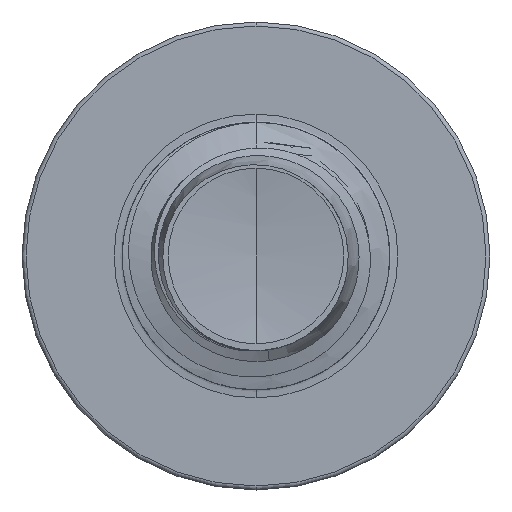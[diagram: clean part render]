
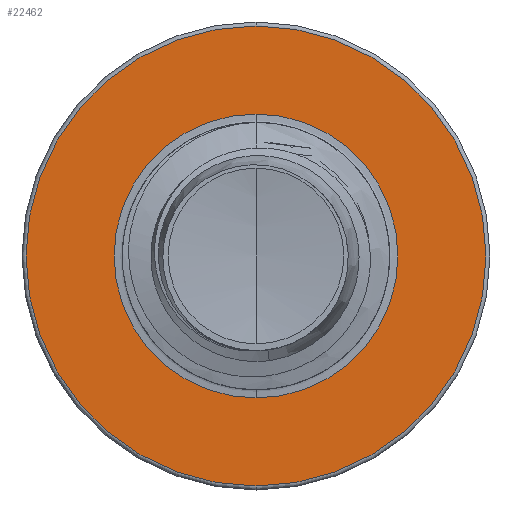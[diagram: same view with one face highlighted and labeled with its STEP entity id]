
A CAD part, front view. The second image highlights one B-rep face of the part: STEP entity #22462.
In plain terms, the highlighted planar face has unit normal (0, -1, 0).
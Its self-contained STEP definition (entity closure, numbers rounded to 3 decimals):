
#5 = CARTESIAN_POINT ( 'NONE',  ( 0., 27.5, 0. ) ) ;
#339 = VERTEX_POINT ( 'NONE', #14374 ) ;
#1076 = FACE_OUTER_BOUND ( 'NONE', #33816, .T. ) ;
#1629 = DIRECTION ( 'NONE',  ( 0., 0., 1. ) ) ;
#2843 = AXIS2_PLACEMENT_3D ( 'NONE', #5, #25415, #1629 ) ;
#3801 = AXIS2_PLACEMENT_3D ( 'NONE', #17682, #38947, #20881 ) ;
#4105 = EDGE_LOOP ( 'NONE', ( #4189, #37040 ) ) ;
#4189 = ORIENTED_EDGE ( 'NONE', *, *, #8807, .T. ) ;
#5134 = VERTEX_POINT ( 'NONE', #27774 ) ;
#6065 = CIRCLE ( 'NONE', #12007, 5.16 ) ;
#6872 = EDGE_CURVE ( 'NONE', #339, #5134, #29246, .T. ) ;
#7380 = DIRECTION ( 'NONE',  ( 0., 0., 1. ) ) ;
#7667 = ORIENTED_EDGE ( 'NONE', *, *, #16875, .F. ) ;
#7686 = DIRECTION ( 'NONE',  ( 0., 0., 1. ) ) ;
#7701 = DIRECTION ( 'NONE',  ( 0., 1., 0. ) ) ;
#7741 = CARTESIAN_POINT ( 'NONE',  ( 0., 27.5, 0. ) ) ;
#8807 = EDGE_CURVE ( 'NONE', #5134, #339, #22966, .T. ) ;
#9082 = CIRCLE ( 'NONE', #3801, 5.16 ) ;
#12007 = AXIS2_PLACEMENT_3D ( 'NONE', #35984, #17689, #38951 ) ;
#12196 = EDGE_CURVE ( 'NONE', #21451, #19586, #9082, .T. ) ;
#14374 = CARTESIAN_POINT ( 'NONE',  ( 0., 27.5, -3.186 ) ) ;
#15075 = CARTESIAN_POINT ( 'NONE',  ( 0., 27.5, -5.16 ) ) ;
#16862 = CARTESIAN_POINT ( 'NONE',  ( 0., 27.5, 5.16 ) ) ;
#16875 = EDGE_CURVE ( 'NONE', #19586, #21451, #6065, .T. ) ;
#17682 = CARTESIAN_POINT ( 'NONE',  ( 0., 27.5, 0. ) ) ;
#17689 = DIRECTION ( 'NONE',  ( 0., 1., 0. ) ) ;
#19465 = AXIS2_PLACEMENT_3D ( 'NONE', #23131, #26307, #7380 ) ;
#19586 = VERTEX_POINT ( 'NONE', #16862 ) ;
#20881 = DIRECTION ( 'NONE',  ( 0., 0., 1. ) ) ;
#21451 = VERTEX_POINT ( 'NONE', #15075 ) ;
#22462 = ADVANCED_FACE ( 'NONE', ( #1076, #33281 ), #29119, .F. ) ;
#22966 = CIRCLE ( 'NONE', #2843, 3.186 ) ;
#23131 = CARTESIAN_POINT ( 'NONE',  ( 0., 27.5, -3.186 ) ) ;
#25415 = DIRECTION ( 'NONE',  ( 0., 1., 0. ) ) ;
#26307 = DIRECTION ( 'NONE',  ( 0., 1., 0. ) ) ;
#27774 = CARTESIAN_POINT ( 'NONE',  ( 0., 27.5, 3.186 ) ) ;
#29119 = PLANE ( 'NONE',  #19465 ) ;
#29246 = CIRCLE ( 'NONE', #31738, 3.186 ) ;
#31738 = AXIS2_PLACEMENT_3D ( 'NONE', #7741, #7701, #7686 ) ;
#33281 = FACE_BOUND ( 'NONE', #4105, .T. ) ;
#33409 = ORIENTED_EDGE ( 'NONE', *, *, #12196, .F. ) ;
#33816 = EDGE_LOOP ( 'NONE', ( #7667, #33409 ) ) ;
#35984 = CARTESIAN_POINT ( 'NONE',  ( 0., 27.5, 0. ) ) ;
#37040 = ORIENTED_EDGE ( 'NONE', *, *, #6872, .T. ) ;
#38947 = DIRECTION ( 'NONE',  ( 0., 1., 0. ) ) ;
#38951 = DIRECTION ( 'NONE',  ( 0., 0., 1. ) ) ;
